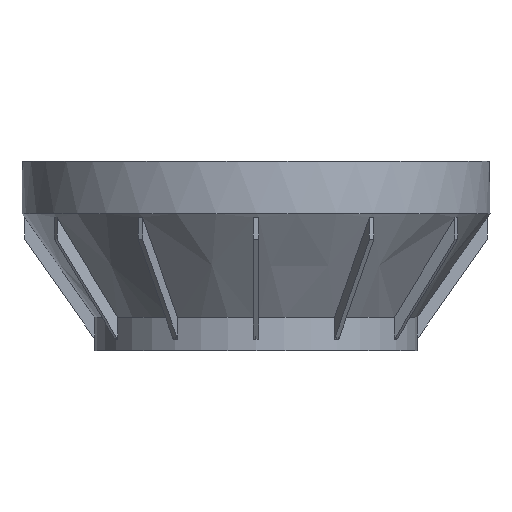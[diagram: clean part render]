
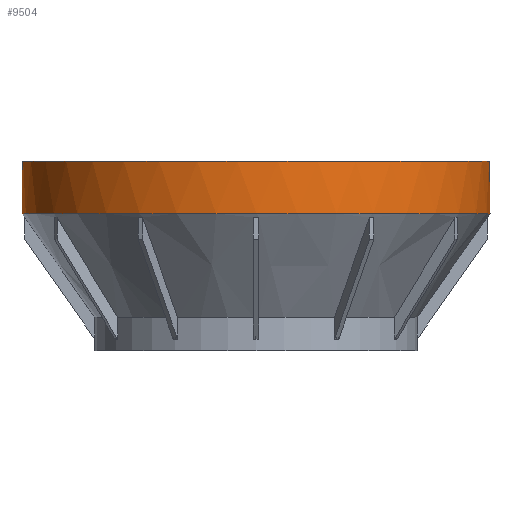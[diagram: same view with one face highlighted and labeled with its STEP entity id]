
A CAD part, front view. The second image highlights one B-rep face of the part: STEP entity #9504.
In plain terms, the highlighted cylindrical face has radius 50.8 mm (diameter 101.6 mm), a partial arc.
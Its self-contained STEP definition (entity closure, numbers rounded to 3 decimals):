
#145=CYLINDRICAL_SURFACE('',#10162,50.8);
#309=B_SPLINE_CURVE_WITH_KNOTS('',3,(#14118,#14119,#14120,#14121),
 .UNSPECIFIED.,.F.,.F.,(4,4),(-0.141,0.),
 .UNSPECIFIED.);
#310=B_SPLINE_CURVE_WITH_KNOTS('',3,(#14125,#14126,#14127,#14128,#14129,
#14130,#14131,#14132,#14133,#14134),.UNSPECIFIED.,.F.,.F.,(4,3,3,4),(0.,
0.004,0.007,0.01),
 .UNSPECIFIED.);
#507=CIRCLE('',#10157,50.8);
#510=CIRCLE('',#10164,50.8);
#511=CIRCLE('',#10165,50.8);
#881=FACE_OUTER_BOUND('',#1410,.T.);
#1410=EDGE_LOOP('',(#6589,#6590,#6591,#6592,#6593,#6594,#6595,#6596,#6597));
#2119=LINE('',#14110,#2992);
#2121=LINE('',#14116,#2994);
#2992=VECTOR('',#11434,10.);
#2994=VECTOR('',#11440,10.);
#3713=ELLIPSE('',#10163,102.05,50.8);
#3714=ELLIPSE('',#10166,101.6,50.8);
#3913=VERTEX_POINT('',#14099);
#3914=VERTEX_POINT('',#14101);
#3917=VERTEX_POINT('',#14109);
#3919=VERTEX_POINT('',#14115);
#3920=VERTEX_POINT('',#14117);
#3921=VERTEX_POINT('',#14122);
#3922=VERTEX_POINT('',#14124);
#3923=VERTEX_POINT('',#14135);
#3924=VERTEX_POINT('',#14137);
#4937=EDGE_CURVE('',#3914,#3913,#507,.T.);
#4941=EDGE_CURVE('',#3914,#3917,#2119,.T.);
#4944=EDGE_CURVE('',#3919,#3913,#2121,.T.);
#4945=EDGE_CURVE('',#3920,#3919,#309,.T.);
#4946=EDGE_CURVE('',#3921,#3920,#3713,.T.);
#4947=EDGE_CURVE('',#3922,#3921,#310,.T.);
#4948=EDGE_CURVE('',#3923,#3922,#510,.T.);
#4949=EDGE_CURVE('',#3924,#3923,#511,.T.);
#4950=EDGE_CURVE('',#3924,#3917,#3714,.T.);
#6589=ORIENTED_EDGE('',*,*,#4941,.F.);
#6590=ORIENTED_EDGE('',*,*,#4937,.T.);
#6591=ORIENTED_EDGE('',*,*,#4944,.F.);
#6592=ORIENTED_EDGE('',*,*,#4945,.F.);
#6593=ORIENTED_EDGE('',*,*,#4946,.F.);
#6594=ORIENTED_EDGE('',*,*,#4947,.F.);
#6595=ORIENTED_EDGE('',*,*,#4948,.F.);
#6596=ORIENTED_EDGE('',*,*,#4949,.F.);
#6597=ORIENTED_EDGE('',*,*,#4950,.T.);
#9504=ADVANCED_FACE('',(#881),#145,.T.);
#10157=AXIS2_PLACEMENT_3D('',#14102,#11425,#11426);
#10162=AXIS2_PLACEMENT_3D('',#14114,#11438,#11439);
#10163=AXIS2_PLACEMENT_3D('',#14123,#11441,#11442);
#10164=AXIS2_PLACEMENT_3D('',#14136,#11443,#11444);
#10165=AXIS2_PLACEMENT_3D('',#14138,#11445,#11446);
#10166=AXIS2_PLACEMENT_3D('',#14139,#11447,#11448);
#11425=DIRECTION('center_axis',(0.,0.,-1.));
#11426=DIRECTION('ref_axis',(1.,0.,0.));
#11434=DIRECTION('',(0.,0.,-1.));
#11438=DIRECTION('center_axis',(0.,0.,-1.));
#11439=DIRECTION('ref_axis',(-0.699,-0.715,0.));
#11440=DIRECTION('',(0.,0.,1.));
#11441=DIRECTION('center_axis',(0.613,-0.613,-0.498));
#11442=DIRECTION('ref_axis',(-0.352,0.352,-0.867));
#11443=DIRECTION('center_axis',(0.,0.,-1.));
#11444=DIRECTION('ref_axis',(1.,0.,0.));
#11445=DIRECTION('center_axis',(0.,0.,-1.));
#11446=DIRECTION('ref_axis',(1.,0.,0.));
#11447=DIRECTION('center_axis',(0.612,-0.612,0.5));
#11448=DIRECTION('ref_axis',(-0.354,0.354,0.866));
#14099=CARTESIAN_POINT('',(33.261,43.219,-3.9));
#14101=CARTESIAN_POINT('',(34.758,41.756,-3.9));
#14102=CARTESIAN_POINT('Origin',(-1.482,6.156,-3.9));
#14109=CARTESIAN_POINT('',(34.758,41.756,-10.424));
#14110=CARTESIAN_POINT('',(34.758,41.756,-9.568));
#14114=CARTESIAN_POINT('Origin',(-1.482,6.156,-9.568));
#14115=CARTESIAN_POINT('',(33.261,43.219,-9.096));
#14116=CARTESIAN_POINT('',(33.261,43.219,-9.568));
#14117=CARTESIAN_POINT('',(32.997,43.464,-10.446));
#14118=CARTESIAN_POINT('Ctrl Pts',(32.997,43.464,-10.446));
#14119=CARTESIAN_POINT('Ctrl Pts',(33.169,43.305,-10.038));
#14120=CARTESIAN_POINT('Ctrl Pts',(33.261,43.219,-9.567));
#14121=CARTESIAN_POINT('Ctrl Pts',(33.261,43.219,-9.096));
#14122=CARTESIAN_POINT('',(30.914,45.287,-15.259));
#14123=CARTESIAN_POINT('Origin',(-1.482,6.156,-6.962));
#14124=CARTESIAN_POINT('',(30.844,45.345,-15.235));
#14125=CARTESIAN_POINT('Ctrl Pts',(30.844,45.345,-15.235));
#14126=CARTESIAN_POINT('Ctrl Pts',(30.855,45.335,-15.235));
#14127=CARTESIAN_POINT('Ctrl Pts',(30.867,45.326,-15.237));
#14128=CARTESIAN_POINT('Ctrl Pts',(30.878,45.317,-15.24));
#14129=CARTESIAN_POINT('Ctrl Pts',(30.884,45.311,-15.242));
#14130=CARTESIAN_POINT('Ctrl Pts',(30.891,45.306,-15.245));
#14131=CARTESIAN_POINT('Ctrl Pts',(30.897,45.301,-15.248));
#14132=CARTESIAN_POINT('Ctrl Pts',(30.903,45.296,-15.251));
#14133=CARTESIAN_POINT('Ctrl Pts',(30.909,45.291,-15.255));
#14134=CARTESIAN_POINT('Ctrl Pts',(30.914,45.287,-15.259));
#14135=CARTESIAN_POINT('',(49.318,6.156,-15.235));
#14136=CARTESIAN_POINT('Origin',(-1.482,6.156,-15.235));
#14137=CARTESIAN_POINT('',(36.651,39.721,-15.235));
#14138=CARTESIAN_POINT('Origin',(-1.482,6.156,-15.235));
#14139=CARTESIAN_POINT('Origin',(-1.482,6.156,-9.64));
